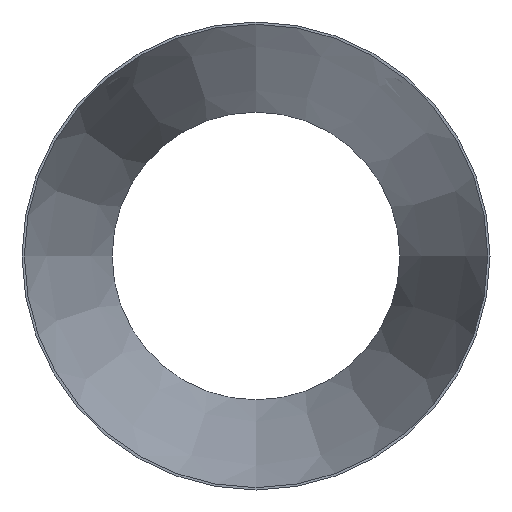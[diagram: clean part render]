
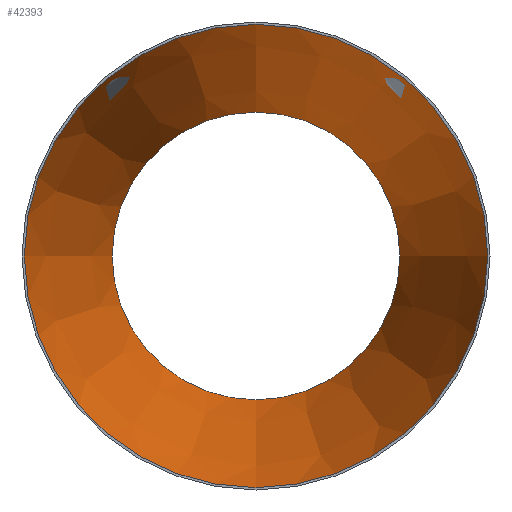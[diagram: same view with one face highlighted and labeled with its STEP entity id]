
A CAD part, front view. The second image highlights one B-rep face of the part: STEP entity #42393.
In plain terms, the highlighted conical face has half-angle 14.027 degrees and reference radius 402.277 mm.
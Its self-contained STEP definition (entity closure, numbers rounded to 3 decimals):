
#3231 = DIRECTION ( 'NONE',  ( 0., 0., -1. ) ) ;
#4833 = CARTESIAN_POINT ( 'NONE',  ( 0., 0., -402.277 ) ) ;
#5497 = AXIS2_PLACEMENT_3D ( 'NONE', #35542, #24282, #16336 ) ;
#5824 = VERTEX_POINT ( 'NONE', #4833 ) ;
#8917 = VERTEX_POINT ( 'NONE', #16568 ) ;
#10899 = EDGE_LOOP ( 'NONE', ( #16955 ) ) ;
#11278 = DIRECTION ( 'NONE',  ( 0., -1., 0. ) ) ;
#13116 = CIRCLE ( 'NONE', #25358, 402.277 ) ;
#14728 = CARTESIAN_POINT ( 'NONE',  ( 0., 610., 0. ) ) ;
#16336 = DIRECTION ( 'NONE',  ( 0., 0., -1. ) ) ;
#16568 = CARTESIAN_POINT ( 'NONE',  ( 0., 610., -249.877 ) ) ;
#16955 = ORIENTED_EDGE ( 'NONE', *, *, #24700, .T. ) ;
#20215 = EDGE_LOOP ( 'NONE', ( #44368 ) ) ;
#24282 = DIRECTION ( 'NONE',  ( 0., -1., 0. ) ) ;
#24700 = EDGE_CURVE ( 'NONE', #5824, #5824, #13116, .T. ) ;
#25358 = AXIS2_PLACEMENT_3D ( 'NONE', #35055, #11278, #26850 ) ;
#26850 = DIRECTION ( 'NONE',  ( 0., 0., -1. ) ) ;
#29941 = AXIS2_PLACEMENT_3D ( 'NONE', #14728, #45708, #3231 ) ;
#35055 = CARTESIAN_POINT ( 'NONE',  ( 0., 0., 0. ) ) ;
#35542 = CARTESIAN_POINT ( 'NONE',  ( 0., 0., 0. ) ) ;
#36500 = CIRCLE ( 'NONE', #29941, 249.877 ) ;
#40831 = EDGE_CURVE ( 'NONE', #8917, #8917, #36500, .T. ) ;
#42393 = ADVANCED_FACE ( 'NONE', ( #43752, #43252 ), #46329, .F. ) ;
#43252 = FACE_OUTER_BOUND ( 'NONE', #10899, .T. ) ;
#43752 = FACE_BOUND ( 'NONE', #20215, .T. ) ;
#44368 = ORIENTED_EDGE ( 'NONE', *, *, #40831, .F. ) ;
#45708 = DIRECTION ( 'NONE',  ( 0., -1., 0. ) ) ;
#46329 = CONICAL_SURFACE ( 'NONE', #5497, 402.277, 0.245 ) ;
